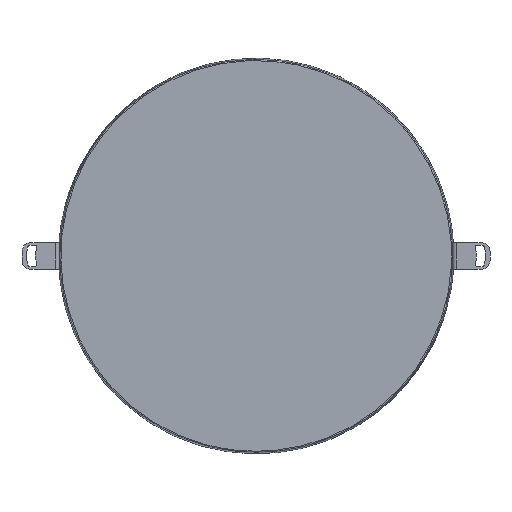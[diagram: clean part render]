
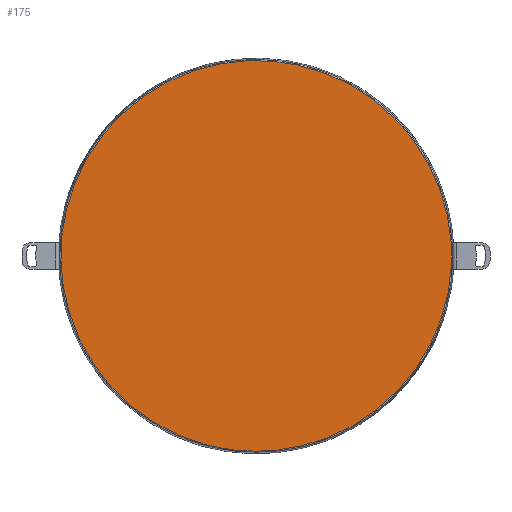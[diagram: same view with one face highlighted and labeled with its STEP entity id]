
A CAD part, top view. The second image highlights one B-rep face of the part: STEP entity #175.
In plain terms, the highlighted planar face has unit normal (0, 0, 1).
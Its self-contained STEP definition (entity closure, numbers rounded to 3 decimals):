
#175=ADVANCED_FACE('',(#410),#3305,.T.);
#410=FACE_OUTER_BOUND('',#627,.T.);
#627=EDGE_LOOP('',(#1423,#1424));
#1423=ORIENTED_EDGE('',*,*,#2103,.T.);
#1424=ORIENTED_EDGE('',*,*,#2106,.T.);
#2103=EDGE_CURVE('',#3021,#3022,#2419,.T.);
#2106=EDGE_CURVE('',#3022,#3021,#2420,.T.);
#2419=(
BOUNDED_CURVE()
B_SPLINE_CURVE(2,(#7109,#7110,#7111,#7112,#7113,#7114,#7115,#7116,#7117),
 .UNSPECIFIED.,.F.,.F.)
B_SPLINE_CURVE_WITH_KNOTS((3,2,2,2,3),(0.,166.393,332.786,
499.179,665.572),.UNSPECIFIED.)
CURVE()
GEOMETRIC_REPRESENTATION_ITEM()
RATIONAL_B_SPLINE_CURVE((1.,0.725,1.,0.725,1.,0.725,
1.,0.725,1.))
REPRESENTATION_ITEM('')
);
#2420=(
BOUNDED_CURVE()
B_SPLINE_CURVE(2,(#7156,#7157,#7158),.UNSPECIFIED.,.F.,.F.)
B_SPLINE_CURVE_WITH_KNOTS((3,3),(665.572,688.614),
 .UNSPECIFIED.)
CURVE()
GEOMETRIC_REPRESENTATION_ITEM()
RATIONAL_B_SPLINE_CURVE((1.,0.995,1.))
REPRESENTATION_ITEM('')
);
#3021=VERTEX_POINT('',#6943);
#3022=VERTEX_POINT('',#6944);
#3305=PLANE('',#3468);
#3468=AXIS2_PLACEMENT_3D('',#6676,#3546,$);
#3546=DIRECTION('',(0.,0.,1.));
#6676=CARTESIAN_POINT('',(-117.206,-112.424,26.884));
#6943=CARTESIAN_POINT('',(11.5,-109.019,26.883));
#6944=CARTESIAN_POINT('',(-11.5,-109.019,26.883));
#7109=CARTESIAN_POINT('',(11.5,-109.019,26.883));
#7110=CARTESIAN_POINT('',(114.908,-98.108,26.883));
#7111=CARTESIAN_POINT('',(109.445,5.731,26.883));
#7112=CARTESIAN_POINT('',(103.982,109.569,26.883));
#7113=CARTESIAN_POINT('',(0.,109.569,26.883));
#7114=CARTESIAN_POINT('',(-103.982,109.569,26.884));
#7115=CARTESIAN_POINT('',(-109.445,5.731,26.884));
#7116=CARTESIAN_POINT('',(-114.908,-98.108,26.884));
#7117=CARTESIAN_POINT('',(-11.5,-109.019,26.883));
#7156=CARTESIAN_POINT('',(-11.5,-109.019,26.883));
#7157=CARTESIAN_POINT('',(0.,-110.226,26.883));
#7158=CARTESIAN_POINT('',(11.5,-109.019,26.883));
